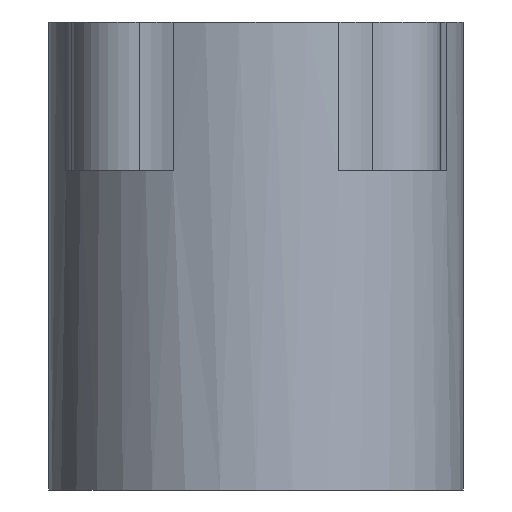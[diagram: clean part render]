
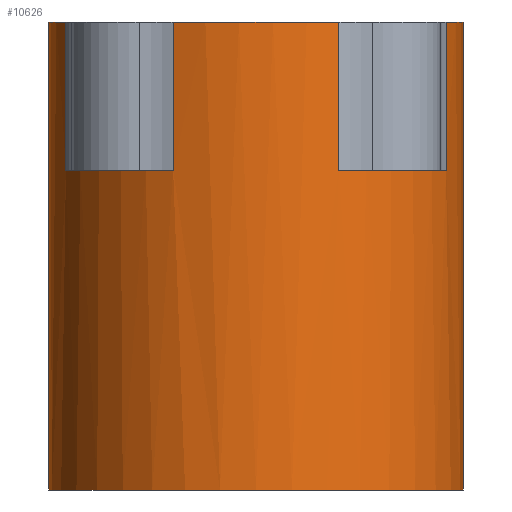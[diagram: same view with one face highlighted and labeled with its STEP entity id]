
A CAD part, front view. The second image highlights one B-rep face of the part: STEP entity #10626.
In plain terms, the highlighted cylindrical face has radius 8.89 mm (diameter 17.78 mm), a partial arc.
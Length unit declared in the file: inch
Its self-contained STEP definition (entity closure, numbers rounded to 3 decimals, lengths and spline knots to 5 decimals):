
#229 = DIRECTION ( 'NONE',  ( 1., 0., 0. ) ) ;
#303 = VECTOR ( 'NONE', #19770, 39.37008 ) ;
#595 = CIRCLE ( 'NONE', #2791, 0.35 ) ;
#738 = DIRECTION ( 'NONE',  ( 0., 0., -1. ) ) ;
#769 = DIRECTION ( 'NONE',  ( 0., 0., -1. ) ) ;
#869 = DIRECTION ( 'NONE',  ( 0., 0., 1. ) ) ;
#1104 = CARTESIAN_POINT ( 'NONE',  ( 0., 0., 0.25 ) ) ;
#1404 = AXIS2_PLACEMENT_3D ( 'NONE', #14260, #2335, #14449 ) ;
#1783 = CARTESIAN_POINT ( 'NONE',  ( 0.1399, -0.32082, 0.25 ) ) ;
#2335 = DIRECTION ( 'NONE',  ( 0., 0., 1. ) ) ;
#2535 = LINE ( 'NONE', #15180, #16047 ) ;
#2552 = VECTOR ( 'NONE', #8514, 39.37008 ) ;
#2588 = VERTEX_POINT ( 'NONE', #19306 ) ;
#2791 = AXIS2_PLACEMENT_3D ( 'NONE', #6690, #769, #18994 ) ;
#2936 = EDGE_CURVE ( 'NONE', #14989, #16951, #7433, .T. ) ;
#3155 = ORIENTED_EDGE ( 'NONE', *, *, #8792, .T. ) ;
#3169 = ORIENTED_EDGE ( 'NONE', *, *, #7850, .T. ) ;
#3298 = CARTESIAN_POINT ( 'NONE',  ( 0., 0., 0.25 ) ) ;
#3439 = DIRECTION ( 'NONE',  ( 1., 0., 0. ) ) ;
#3492 = VERTEX_POINT ( 'NONE', #12786 ) ;
#3800 = VERTEX_POINT ( 'NONE', #17479 ) ;
#3944 = VERTEX_POINT ( 'NONE', #19482 ) ;
#4305 = DIRECTION ( 'NONE',  ( 1., 0., 0. ) ) ;
#4787 = EDGE_CURVE ( 'NONE', #3492, #3800, #5939, .T. ) ;
#5004 = AXIS2_PLACEMENT_3D ( 'NONE', #3298, #18713, #229 ) ;
#5330 = CARTESIAN_POINT ( 'NONE',  ( 0.1399, -0.32082, 0. ) ) ;
#5367 = CARTESIAN_POINT ( 'NONE',  ( 0.35, 0., 0.25 ) ) ;
#5552 = CIRCLE ( 'NONE', #5004, 0.35 ) ;
#5585 = LINE ( 'NONE', #18302, #303 ) ;
#5900 = DIRECTION ( 'NONE',  ( 0., 0., 1. ) ) ;
#5939 = LINE ( 'NONE', #17762, #2552 ) ;
#6032 = VERTEX_POINT ( 'NONE', #15024 ) ;
#6065 = EDGE_CURVE ( 'NONE', #3944, #19111, #15087, .T. ) ;
#6632 = LINE ( 'NONE', #19456, #15044 ) ;
#6682 = ORIENTED_EDGE ( 'NONE', *, *, #10094, .T. ) ;
#6690 = CARTESIAN_POINT ( 'NONE',  ( 0., 0., 0. ) ) ;
#6727 = EDGE_CURVE ( 'NONE', #2588, #19351, #12919, .T. ) ;
#7413 = EDGE_CURVE ( 'NONE', #6032, #3944, #10030, .T. ) ;
#7419 = CARTESIAN_POINT ( 'NONE',  ( -0.35, 0., -0.54 ) ) ;
#7433 = CIRCLE ( 'NONE', #10290, 0.35 ) ;
#7510 = AXIS2_PLACEMENT_3D ( 'NONE', #15495, #12667, #3439 ) ;
#7850 = EDGE_CURVE ( 'NONE', #17520, #10087, #2535, .T. ) ;
#8378 = CARTESIAN_POINT ( 'NONE',  ( 0., 0., 0.25 ) ) ;
#8514 = DIRECTION ( 'NONE',  ( 0., 0., 1. ) ) ;
#8792 = EDGE_CURVE ( 'NONE', #17174, #17520, #14580, .T. ) ;
#9449 = EDGE_CURVE ( 'NONE', #17174, #14989, #6632, .T. ) ;
#9564 = CARTESIAN_POINT ( 'NONE',  ( -0.1399, -0.32082, 0.25 ) ) ;
#9696 = CARTESIAN_POINT ( 'NONE',  ( -0.1399, -0.32082, -0.57047 ) ) ;
#9821 = DIRECTION ( 'NONE',  ( -1., 0., 0. ) ) ;
#10030 = CIRCLE ( 'NONE', #12522, 0.35 ) ;
#10087 = VERTEX_POINT ( 'NONE', #1783 ) ;
#10094 = EDGE_CURVE ( 'NONE', #2588, #3492, #595, .T. ) ;
#10274 = VECTOR ( 'NONE', #16075, 39.37008 ) ;
#10290 = AXIS2_PLACEMENT_3D ( 'NONE', #1104, #15022, #4305 ) ;
#10440 = CYLINDRICAL_SURFACE ( 'NONE', #1404, 0.35 ) ;
#10626 = ADVANCED_FACE ( 'NONE', ( #12886 ), #10440, .T. ) ;
#11509 = ORIENTED_EDGE ( 'NONE', *, *, #7413, .F. ) ;
#11625 = DIRECTION ( 'NONE',  ( 1., 0., 0. ) ) ;
#12325 = EDGE_CURVE ( 'NONE', #19111, #3800, #12613, .T. ) ;
#12522 = AXIS2_PLACEMENT_3D ( 'NONE', #19167, #738, #9821 ) ;
#12613 = CIRCLE ( 'NONE', #18637, 0.35 ) ;
#12667 = DIRECTION ( 'NONE',  ( 0., 0., -1. ) ) ;
#12786 = CARTESIAN_POINT ( 'NONE',  ( -0.32082, -0.1399, 0. ) ) ;
#12886 = FACE_OUTER_BOUND ( 'NONE', #17874, .T. ) ;
#12919 = LINE ( 'NONE', #9696, #10274 ) ;
#13078 = ORIENTED_EDGE ( 'NONE', *, *, #9449, .F. ) ;
#13413 = DIRECTION ( 'NONE',  ( 0., 0., 1. ) ) ;
#13649 = VECTOR ( 'NONE', #14886, 39.37008 ) ;
#14059 = ORIENTED_EDGE ( 'NONE', *, *, #14611, .T. ) ;
#14260 = CARTESIAN_POINT ( 'NONE',  ( 0., 0., -0.54 ) ) ;
#14449 = DIRECTION ( 'NONE',  ( 1., 0., 0. ) ) ;
#14580 = CIRCLE ( 'NONE', #7510, 0.35 ) ;
#14611 = EDGE_CURVE ( 'NONE', #6032, #16951, #5585, .T. ) ;
#14677 = ORIENTED_EDGE ( 'NONE', *, *, #4787, .T. ) ;
#14886 = DIRECTION ( 'NONE',  ( 0., 0., 1. ) ) ;
#14989 = VERTEX_POINT ( 'NONE', #19833 ) ;
#15022 = DIRECTION ( 'NONE',  ( 0., 0., 1. ) ) ;
#15024 = CARTESIAN_POINT ( 'NONE',  ( 0.35, 0., -0.54 ) ) ;
#15044 = VECTOR ( 'NONE', #13413, 39.37008 ) ;
#15087 = LINE ( 'NONE', #7419, #13649 ) ;
#15180 = CARTESIAN_POINT ( 'NONE',  ( 0.1399, -0.32082, -0.57047 ) ) ;
#15495 = CARTESIAN_POINT ( 'NONE',  ( 0., 0., 0. ) ) ;
#15792 = CARTESIAN_POINT ( 'NONE',  ( 0.32082, -0.1399, 0. ) ) ;
#16047 = VECTOR ( 'NONE', #5900, 39.37008 ) ;
#16075 = DIRECTION ( 'NONE',  ( 0., 0., 1. ) ) ;
#16265 = ORIENTED_EDGE ( 'NONE', *, *, #12325, .F. ) ;
#16644 = EDGE_CURVE ( 'NONE', #19351, #10087, #5552, .T. ) ;
#16690 = ORIENTED_EDGE ( 'NONE', *, *, #6065, .F. ) ;
#16705 = CARTESIAN_POINT ( 'NONE',  ( -0.35, 0., 0.25 ) ) ;
#16951 = VERTEX_POINT ( 'NONE', #5367 ) ;
#17174 = VERTEX_POINT ( 'NONE', #15792 ) ;
#17479 = CARTESIAN_POINT ( 'NONE',  ( -0.32082, -0.1399, 0.25 ) ) ;
#17520 = VERTEX_POINT ( 'NONE', #5330 ) ;
#17562 = ORIENTED_EDGE ( 'NONE', *, *, #16644, .F. ) ;
#17762 = CARTESIAN_POINT ( 'NONE',  ( -0.32082, -0.1399, -0.57047 ) ) ;
#17874 = EDGE_LOOP ( 'NONE', ( #16690, #11509, #14059, #19741, #13078, #3155, #3169, #17562, #18441, #6682, #14677, #16265 ) ) ;
#18302 = CARTESIAN_POINT ( 'NONE',  ( 0.35, 0., -0.54 ) ) ;
#18441 = ORIENTED_EDGE ( 'NONE', *, *, #6727, .F. ) ;
#18637 = AXIS2_PLACEMENT_3D ( 'NONE', #8378, #869, #11625 ) ;
#18713 = DIRECTION ( 'NONE',  ( 0., 0., 1. ) ) ;
#18994 = DIRECTION ( 'NONE',  ( 1., 0., 0. ) ) ;
#19111 = VERTEX_POINT ( 'NONE', #16705 ) ;
#19167 = CARTESIAN_POINT ( 'NONE',  ( 0., 0., -0.54 ) ) ;
#19306 = CARTESIAN_POINT ( 'NONE',  ( -0.1399, -0.32082, 0. ) ) ;
#19351 = VERTEX_POINT ( 'NONE', #9564 ) ;
#19456 = CARTESIAN_POINT ( 'NONE',  ( 0.32082, -0.1399, -0.57047 ) ) ;
#19482 = CARTESIAN_POINT ( 'NONE',  ( -0.35, 0., -0.54 ) ) ;
#19741 = ORIENTED_EDGE ( 'NONE', *, *, #2936, .F. ) ;
#19770 = DIRECTION ( 'NONE',  ( 0., 0., 1. ) ) ;
#19833 = CARTESIAN_POINT ( 'NONE',  ( 0.32082, -0.1399, 0.25 ) ) ;
